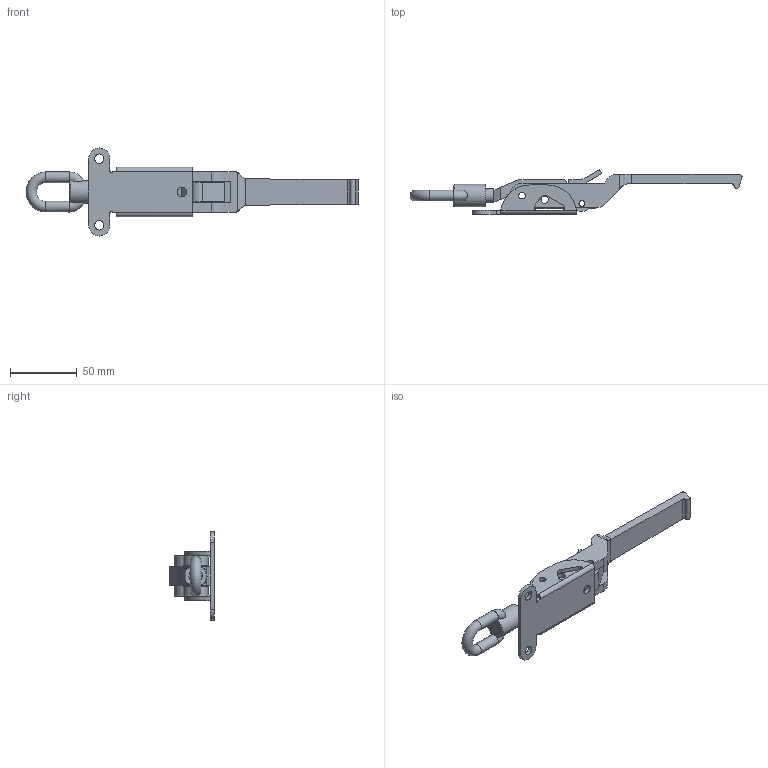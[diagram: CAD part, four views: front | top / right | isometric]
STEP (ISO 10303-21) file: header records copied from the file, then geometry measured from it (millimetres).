
FILE_DESCRIPTION( ( 'STEP AP214' ), '1' );
FILE_NAME( 'K0052.1702041.stp', '2019-05-29T15:13:36', ( '' ), ( '' ), ' ', 'PARTsolutions', ' ' );
FILE_SCHEMA( ( 'AUTOMOTIVE_DESIGN { 1 0 10303 214 1 1 1 1 }' ) );
Length unit declared in the file: millimetre
Products named in the file (4): K0052.1702041; _K0052.1702041K0053_dummy; _K0052_spanner_22; _K0052_haken_10
Assembly tree (3 placements, depth 2):
  K0052.1702041
    _K0052.1702041K0053_dummy
    _K0052_spanner_22
    _K0052_haken_10
Bounding box: 249 x 33.5 x 66 mm (x, y, z)
Volume: 72756.1 mm3; surface area: 37440.8 mm2
Topology: 2 solids, 2 shells, 148 faces, 409 edges, 266 vertices
Faces by surface type: plane 77, cylinder 62, torus 6, cone 3
Full cylindrical faces by diameter (mm): 4.5 x1, 5 x1, 5.5 x5, 6 x3, 7 x3, 8 x2, 8.376 x1, 10 x1, 17 x1
Entity records: 6181 total; most frequent: CARTESIAN_POINT 1140, DIRECTION 795, ORIENTED_EDGE 762, EDGE_CURVE 381, AXIS2_PLACEMENT_3D 284, VERTEX_POINT 260, LINE 227, VECTOR 227
